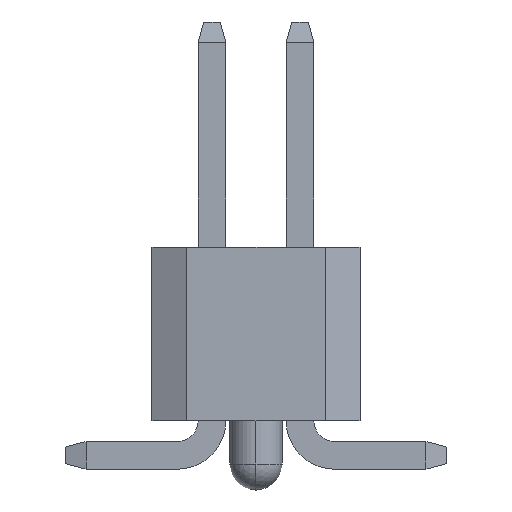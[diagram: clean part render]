
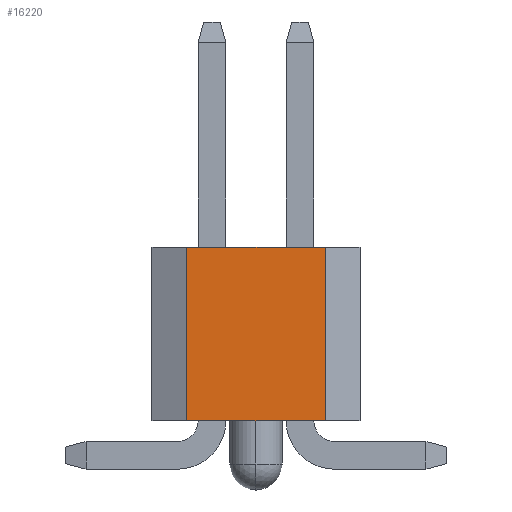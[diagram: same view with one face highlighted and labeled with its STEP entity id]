
A CAD part, left-side view. The second image highlights one B-rep face of the part: STEP entity #16220.
In plain terms, the highlighted planar face has unit normal (-1, 0, 0).
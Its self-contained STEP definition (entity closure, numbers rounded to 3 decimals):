
#431 = CARTESIAN_POINT ( 'NONE',  ( -8.89, -1.5, 2.5 ) ) ;
#571 = AXIS2_PLACEMENT_3D ( 'NONE', #23861, #14301, #4224 ) ;
#926 = FACE_OUTER_BOUND ( 'NONE', #17635, .T. ) ;
#1686 = CARTESIAN_POINT ( 'NONE',  ( -8.89, -1., 2.5 ) ) ;
#3373 = VECTOR ( 'NONE', #23684, 1000. ) ;
#3702 = VERTEX_POINT ( 'NONE', #23096 ) ;
#4224 = DIRECTION ( 'NONE',  ( 0., 0., -1. ) ) ;
#4938 = ORIENTED_EDGE ( 'NONE', *, *, #21390, .T. ) ;
#5285 = DIRECTION ( 'NONE',  ( 0., 0., 1. ) ) ;
#5375 = VECTOR ( 'NONE', #12265, 1000. ) ;
#7334 = VERTEX_POINT ( 'NONE', #15646 ) ;
#8132 = DIRECTION ( 'NONE',  ( 0., -1., 0. ) ) ;
#11898 = ORIENTED_EDGE ( 'NONE', *, *, #24633, .F. ) ;
#12265 = DIRECTION ( 'NONE',  ( 0., 0., 1. ) ) ;
#13915 = EDGE_CURVE ( 'NONE', #7334, #19231, #20891, .T. ) ;
#14023 = LINE ( 'NONE', #19932, #5375 ) ;
#14122 = LINE ( 'NONE', #15752, #3373 ) ;
#14301 = DIRECTION ( 'NONE',  ( 1., 0., 0. ) ) ;
#14314 = LINE ( 'NONE', #431, #23510 ) ;
#14420 = CARTESIAN_POINT ( 'NONE',  ( -8.89, 1., 2.5 ) ) ;
#15646 = CARTESIAN_POINT ( 'NONE',  ( -8.89, -1., 0. ) ) ;
#15752 = CARTESIAN_POINT ( 'NONE',  ( -8.89, -1.5, 0. ) ) ;
#16220 = ADVANCED_FACE ( 'NONE', ( #926 ), #16312, .F. ) ;
#16286 = VERTEX_POINT ( 'NONE', #14420 ) ;
#16312 = PLANE ( 'NONE',  #571 ) ;
#16707 = EDGE_CURVE ( 'NONE', #16286, #19231, #14314, .T. ) ;
#17635 = EDGE_LOOP ( 'NONE', ( #4938, #24710, #17778, #11898 ) ) ;
#17778 = ORIENTED_EDGE ( 'NONE', *, *, #16707, .F. ) ;
#19231 = VERTEX_POINT ( 'NONE', #1686 ) ;
#19932 = CARTESIAN_POINT ( 'NONE',  ( -8.89, 1., 0. ) ) ;
#20398 = CARTESIAN_POINT ( 'NONE',  ( -8.89, -1., 0. ) ) ;
#20891 = LINE ( 'NONE', #20398, #21333 ) ;
#21333 = VECTOR ( 'NONE', #5285, 1000. ) ;
#21390 = EDGE_CURVE ( 'NONE', #3702, #7334, #14122, .T. ) ;
#23096 = CARTESIAN_POINT ( 'NONE',  ( -8.89, 1., 0. ) ) ;
#23510 = VECTOR ( 'NONE', #8132, 1000. ) ;
#23684 = DIRECTION ( 'NONE',  ( 0., -1., 0. ) ) ;
#23861 = CARTESIAN_POINT ( 'NONE',  ( -8.89, -1.5, 2.5 ) ) ;
#24633 = EDGE_CURVE ( 'NONE', #3702, #16286, #14023, .T. ) ;
#24710 = ORIENTED_EDGE ( 'NONE', *, *, #13915, .T. ) ;
